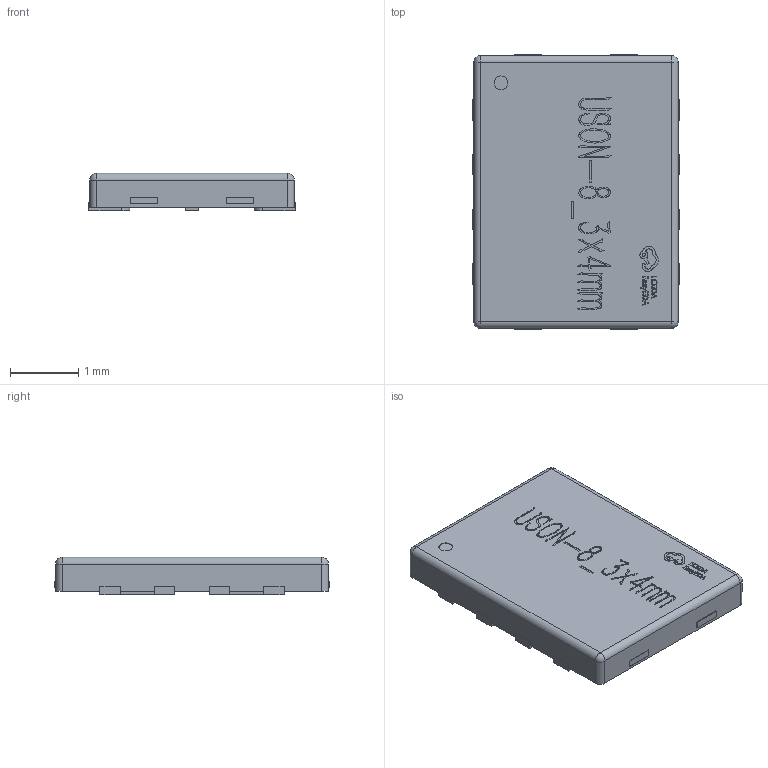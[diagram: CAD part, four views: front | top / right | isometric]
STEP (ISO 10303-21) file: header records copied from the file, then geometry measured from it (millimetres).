
FILE_DESCRIPTION (( 'STEP AP214' ), '1' );
FILE_NAME ('USON-8_L4.0-W3.0-H0.6-P0.80-BL_GD25Q32CNIGR.step', '2022-07-26T09:29:39', ( '' ), ( '' ), 'SwSTEP 2.0', 'SolidWorks 2020', '' );
FILE_SCHEMA (( 'AUTOMOTIVE_DESIGN' ));
Length unit declared in the file: millimetre
Products named in the file (1): USON-8_L4.0-W3.0-H0.6-P0.80-BL_GD25Q32CNIGR
Bounding box: 3.02 x 4.02 x 0.55 mm (x, y, z)
Volume: 6.1 mm3; surface area: 31.7 mm2
Topology: 14 solids, 14 shells, 725 faces, 1993 edges, 1322 vertices
Faces by surface type: plane 437, bspline 260, cylinder 24, sphere 4
Entity records: 38557 total; most frequent: CARTESIAN_POINT 13737, ORIENTED_EDGE 3978, DIRECTION 2445, EDGE_CURVE 1989, VECTOR 1417, LINE 1417, VERTEX_POINT 1322, EDGE_LOOP 767
